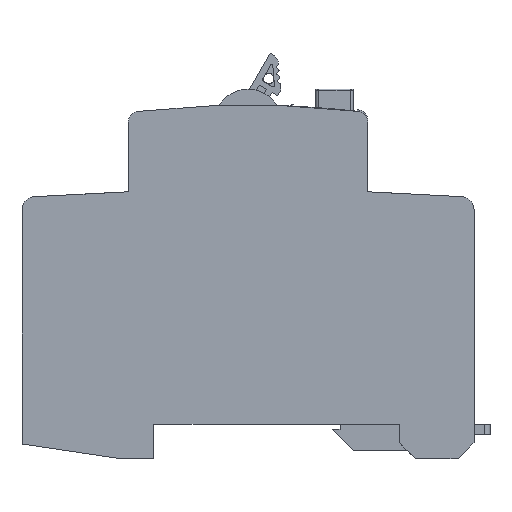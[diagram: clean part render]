
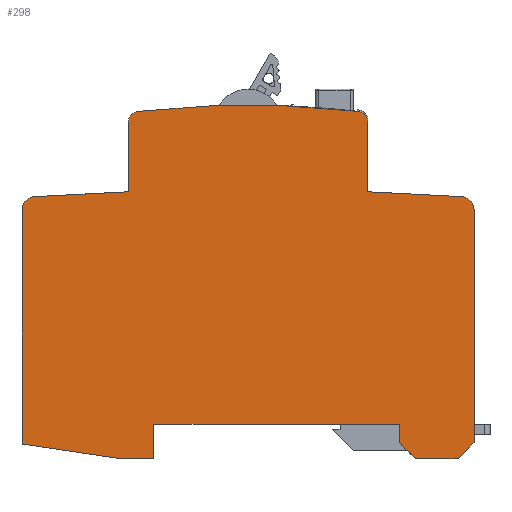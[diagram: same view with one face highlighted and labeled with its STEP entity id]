
A CAD part, left-side view. The second image highlights one B-rep face of the part: STEP entity #298.
In plain terms, the highlighted planar face has unit normal (-1, 0, 0).
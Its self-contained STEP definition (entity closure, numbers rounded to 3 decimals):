
#125=CIRCLE('',#3263,2.5);
#127=CIRCLE('',#3266,2.5);
#136=CIRCLE('',#3314,2.);
#137=CIRCLE('',#3315,180.);
#138=CIRCLE('',#3316,2.);
#298=ADVANCED_FACE('',(#583),#463,.T.);
#463=PLANE('',#3317);
#583=FACE_OUTER_BOUND('',#756,.T.);
#756=EDGE_LOOP('',(#1079,#1080,#1081,#1082,#1083,#1084,#1085,#1086,#1087,
#1088,#1089,#1090,#1091,#1092,#1093,#1094,#1095,#1096,#1097));
#1079=ORIENTED_EDGE('',*,*,#2201,.F.);
#1080=ORIENTED_EDGE('',*,*,#2197,.F.);
#1081=ORIENTED_EDGE('',*,*,#2194,.F.);
#1082=ORIENTED_EDGE('',*,*,#2191,.F.);
#1083=ORIENTED_EDGE('',*,*,#2154,.F.);
#1084=ORIENTED_EDGE('',*,*,#2168,.F.);
#1085=ORIENTED_EDGE('',*,*,#2178,.F.);
#1086=ORIENTED_EDGE('',*,*,#2238,.T.);
#1087=ORIENTED_EDGE('',*,*,#2239,.T.);
#1088=ORIENTED_EDGE('',*,*,#2240,.T.);
#1089=ORIENTED_EDGE('',*,*,#2241,.T.);
#1090=ORIENTED_EDGE('',*,*,#2242,.F.);
#1091=ORIENTED_EDGE('',*,*,#2173,.F.);
#1092=ORIENTED_EDGE('',*,*,#2165,.F.);
#1093=ORIENTED_EDGE('',*,*,#2138,.F.);
#1094=ORIENTED_EDGE('',*,*,#2141,.F.);
#1095=ORIENTED_EDGE('',*,*,#2143,.F.);
#1096=ORIENTED_EDGE('',*,*,#2134,.F.);
#1097=ORIENTED_EDGE('',*,*,#2150,.F.);
#1825=VERTEX_POINT('',#4515);
#1828=VERTEX_POINT('',#4520);
#1829=VERTEX_POINT('',#4524);
#1832=VERTEX_POINT('',#4529);
#1834=VERTEX_POINT('',#4535);
#1840=VERTEX_POINT('',#4552);
#1844=VERTEX_POINT('',#4561);
#1845=VERTEX_POINT('',#4563);
#1854=VERTEX_POINT('',#4582);
#1856=VERTEX_POINT('',#4589);
#1859=VERTEX_POINT('',#4597);
#1864=VERTEX_POINT('',#4609);
#1872=VERTEX_POINT('',#4636);
#1874=VERTEX_POINT('',#4642);
#1876=VERTEX_POINT('',#4648);
#1899=VERTEX_POINT('',#4738);
#1900=VERTEX_POINT('',#4740);
#1901=VERTEX_POINT('',#4742);
#1902=VERTEX_POINT('',#4744);
#2134=EDGE_CURVE('',#1828,#1825,#2599,.T.);
#2138=EDGE_CURVE('',#1832,#1829,#2603,.T.);
#2141=EDGE_CURVE('',#1834,#1832,#2606,.T.);
#2143=EDGE_CURVE('',#1825,#1834,#2608,.T.);
#2150=EDGE_CURVE('',#1840,#1828,#2615,.T.);
#2154=EDGE_CURVE('',#1844,#1845,#2619,.T.);
#2165=EDGE_CURVE('',#1829,#1854,#125,.T.);
#2168=EDGE_CURVE('',#1856,#1844,#127,.T.);
#2173=EDGE_CURVE('',#1854,#1859,#2632,.T.);
#2178=EDGE_CURVE('',#1864,#1856,#2635,.T.);
#2191=EDGE_CURVE('',#1845,#1872,#2648,.T.);
#2194=EDGE_CURVE('',#1872,#1874,#2651,.T.);
#2197=EDGE_CURVE('',#1874,#1876,#2654,.T.);
#2201=EDGE_CURVE('',#1876,#1840,#2658,.T.);
#2238=EDGE_CURVE('',#1864,#1899,#2687,.T.);
#2239=EDGE_CURVE('',#1899,#1900,#136,.T.);
#2240=EDGE_CURVE('',#1900,#1901,#137,.T.);
#2241=EDGE_CURVE('',#1901,#1902,#138,.T.);
#2242=EDGE_CURVE('',#1859,#1902,#2688,.T.);
#2599=LINE('',#4521,#2924);
#2603=LINE('',#4530,#2928);
#2606=LINE('',#4536,#2931);
#2608=LINE('',#4539,#2933);
#2615=LINE('',#4553,#2940);
#2619=LINE('',#4562,#2944);
#2632=LINE('',#4600,#2957);
#2635=LINE('',#4610,#2960);
#2648=LINE('',#4635,#2973);
#2651=LINE('',#4641,#2976);
#2654=LINE('',#4647,#2979);
#2658=LINE('',#4655,#2983);
#2687=LINE('',#4737,#3012);
#2688=LINE('',#4745,#3013);
#2924=VECTOR('',#3572,1.);
#2928=VECTOR('',#3578,1.);
#2931=VECTOR('',#3583,1.);
#2933=VECTOR('',#3587,1.);
#2940=VECTOR('',#3596,1.);
#2944=VECTOR('',#3602,1.);
#2957=VECTOR('',#3633,1.);
#2960=VECTOR('',#3642,1.);
#2973=VECTOR('',#3665,1.);
#2976=VECTOR('',#3670,1.);
#2979=VECTOR('',#3675,1.);
#2983=VECTOR('',#3681,1.);
#3012=VECTOR('',#3776,1.);
#3013=VECTOR('',#3783,1.);
#3263=AXIS2_PLACEMENT_3D('',#4584,#3616,#3617);
#3266=AXIS2_PLACEMENT_3D('',#4590,#3623,#3624);
#3314=AXIS2_PLACEMENT_3D('',#4739,#3777,#3778);
#3315=AXIS2_PLACEMENT_3D('',#4741,#3779,#3780);
#3316=AXIS2_PLACEMENT_3D('',#4743,#3781,#3782);
#3317=AXIS2_PLACEMENT_3D('',#4746,#3784,#3785);
#3572=DIRECTION('',(0.,0.,-1.));
#3578=DIRECTION('',(0.,0.,1.));
#3583=DIRECTION('',(0.,0.989,0.148));
#3587=DIRECTION('',(0.,1.,0.));
#3596=DIRECTION('',(0.,1.,0.));
#3602=DIRECTION('',(0.,0.,-1.));
#3616=DIRECTION('',(1.,0.,0.));
#3617=DIRECTION('',(0.,0.,1.));
#3623=DIRECTION('',(1.,0.,0.));
#3624=DIRECTION('',(0.,0.,1.));
#3633=DIRECTION('',(0.,-0.999,0.052));
#3642=DIRECTION('',(0.,-0.999,-0.052));
#3665=DIRECTION('',(0.,0.707,-0.707));
#3670=DIRECTION('',(0.,1.,0.));
#3675=DIRECTION('',(0.,0.707,0.707));
#3681=DIRECTION('',(0.,0.,1.));
#3776=DIRECTION('',(0.,0.,1.));
#3777=DIRECTION('',(-1.,0.,0.));
#3778=DIRECTION('',(0.,0.,1.));
#3779=DIRECTION('',(-1.,0.,0.));
#3780=DIRECTION('',(0.,0.,1.));
#3781=DIRECTION('',(-1.,0.,0.));
#3782=DIRECTION('',(0.,0.,1.));
#3783=DIRECTION('',(0.,0.,1.));
#3784=DIRECTION('',(-1.,0.,0.));
#3785=DIRECTION('',(0.,0.,1.));
#4515=CARTESIAN_POINT('',(10.998,55.803,0.));
#4520=CARTESIAN_POINT('',(10.998,55.803,6.5));
#4521=CARTESIAN_POINT('',(10.998,55.803,6.5));
#4524=CARTESIAN_POINT('',(10.998,80.603,46.779));
#4529=CARTESIAN_POINT('',(10.998,80.603,2.765));
#4530=CARTESIAN_POINT('',(10.998,80.603,0.5));
#4535=CARTESIAN_POINT('',(10.998,62.103,0.));
#4536=CARTESIAN_POINT('',(10.998,62.103,0.));
#4539=CARTESIAN_POINT('',(10.998,83.103,0.));
#4552=CARTESIAN_POINT('',(10.998,9.603,6.5));
#4553=CARTESIAN_POINT('',(10.998,38.103,6.5));
#4561=CARTESIAN_POINT('',(10.998,-4.397,46.779));
#4562=CARTESIAN_POINT('',(10.998,-4.397,0.5));
#4563=CARTESIAN_POINT('',(10.998,-4.397,3.));
#4582=CARTESIAN_POINT('',(10.998,78.233,49.276));
#4584=CARTESIAN_POINT('',(10.998,78.103,46.779));
#4589=CARTESIAN_POINT('',(10.998,-2.028,49.276));
#4590=CARTESIAN_POINT('',(10.998,-1.897,46.779));
#4597=CARTESIAN_POINT('',(10.998,60.603,50.2));
#4600=CARTESIAN_POINT('',(10.998,60.603,50.2));
#4609=CARTESIAN_POINT('',(10.998,15.603,50.2));
#4610=CARTESIAN_POINT('',(10.998,15.603,50.2));
#4635=CARTESIAN_POINT('',(10.998,-4.397,3.));
#4636=CARTESIAN_POINT('',(10.998,-1.397,0.));
#4641=CARTESIAN_POINT('',(10.998,20.403,0.));
#4642=CARTESIAN_POINT('',(10.998,6.603,0.));
#4647=CARTESIAN_POINT('',(10.998,6.603,0.));
#4648=CARTESIAN_POINT('',(10.998,9.603,3.));
#4655=CARTESIAN_POINT('',(10.998,9.603,6.5));
#4737=CARTESIAN_POINT('',(10.998,15.603,70.5));
#4738=CARTESIAN_POINT('',(10.998,15.603,63.316));
#4739=CARTESIAN_POINT('',(10.998,17.603,63.316));
#4740=CARTESIAN_POINT('',(10.998,17.372,65.302));
#4741=CARTESIAN_POINT('',(10.998,38.103,-113.5));
#4742=CARTESIAN_POINT('',(10.998,58.833,65.302));
#4743=CARTESIAN_POINT('',(10.998,58.603,63.316));
#4744=CARTESIAN_POINT('',(10.998,60.603,63.316));
#4745=CARTESIAN_POINT('',(10.998,60.603,70.5));
#4746=CARTESIAN_POINT('',(10.998,38.103,25.1));
